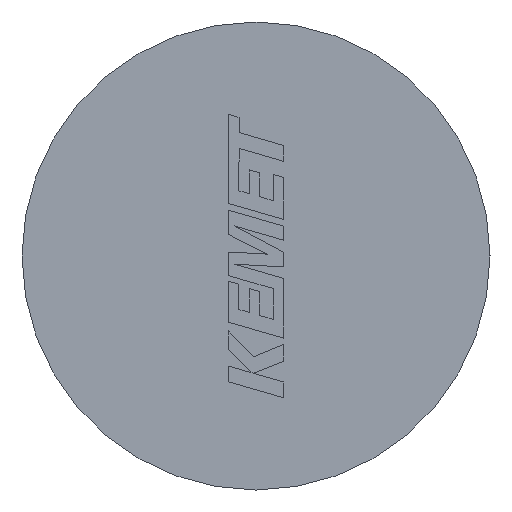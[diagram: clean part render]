
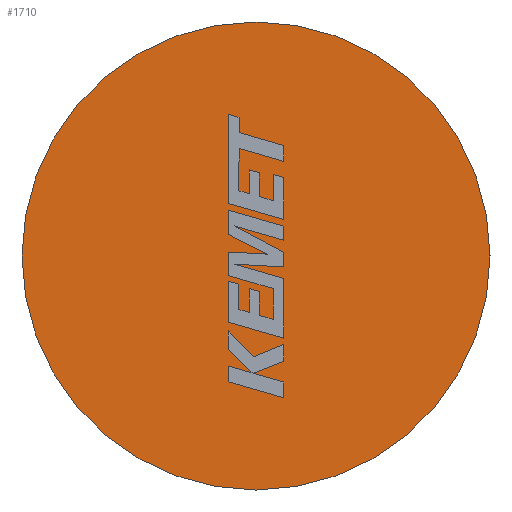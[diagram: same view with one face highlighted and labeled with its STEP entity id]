
A CAD part, left-side view. The second image highlights one B-rep face of the part: STEP entity #1710.
In plain terms, the highlighted planar face has unit normal (-1, 0, 0).
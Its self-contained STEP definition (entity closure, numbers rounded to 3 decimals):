
#87 = DIRECTION ( 'NONE',  ( 0., 0., -1. ) ) ;
#99 = CARTESIAN_POINT ( 'NONE',  ( 0., 0., -5.25 ) ) ;
#126 = ORIENTED_EDGE ( 'NONE', *, *, #611, .F. ) ;
#191 = DIRECTION ( 'NONE',  ( 0., 0., -1. ) ) ;
#349 = VERTEX_POINT ( 'NONE', #2816 ) ;
#476 = CARTESIAN_POINT ( 'NONE',  ( 0., 0., 0. ) ) ;
#494 = DIRECTION ( 'NONE',  ( 0., 0., -1. ) ) ;
#503 = AXIS2_PLACEMENT_3D ( 'NONE', #476, #2538, #494 ) ;
#611 = EDGE_CURVE ( 'NONE', #349, #1093, #2270, .T. ) ;
#696 = DIRECTION ( 'NONE',  ( 1., 0., 0. ) ) ;
#1080 = PLANE ( 'NONE',  #2120 ) ;
#1093 = VERTEX_POINT ( 'NONE', #99 ) ;
#1427 = AXIS2_PLACEMENT_3D ( 'NONE', #2246, #696, #191 ) ;
#1698 = EDGE_CURVE ( 'NONE', #1093, #349, #3165, .T. ) ;
#1710 = ADVANCED_FACE ( 'NONE', ( #3243 ), #1080, .F. ) ;
#2120 = AXIS2_PLACEMENT_3D ( 'NONE', #2620, #2883, #87 ) ;
#2246 = CARTESIAN_POINT ( 'NONE',  ( 0., 0., 0. ) ) ;
#2270 = CIRCLE ( 'NONE', #1427, 5.25 ) ;
#2538 = DIRECTION ( 'NONE',  ( 1., 0., 0. ) ) ;
#2620 = CARTESIAN_POINT ( 'NONE',  ( 0., 0., 0. ) ) ;
#2816 = CARTESIAN_POINT ( 'NONE',  ( 0., 0., 5.25 ) ) ;
#2883 = DIRECTION ( 'NONE',  ( 1., 0., 0. ) ) ;
#3040 = EDGE_LOOP ( 'NONE', ( #126, #3163 ) ) ;
#3163 = ORIENTED_EDGE ( 'NONE', *, *, #1698, .F. ) ;
#3165 = CIRCLE ( 'NONE', #503, 5.25 ) ;
#3243 = FACE_OUTER_BOUND ( 'NONE', #3040, .T. ) ;
